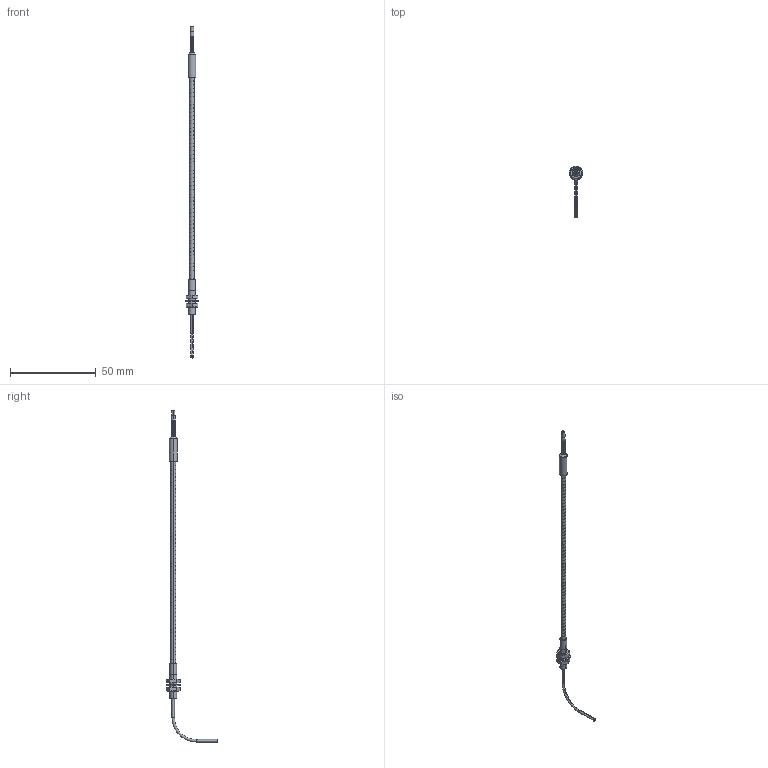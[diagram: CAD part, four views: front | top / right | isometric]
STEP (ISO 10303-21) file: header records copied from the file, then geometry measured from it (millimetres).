
FILE_DESCRIPTION((''),'2;1');
FILE_NAME('192789_ASM','2016-02-09T',('pdmadmin'),(''),'PRO/ENGINEER BY PARAMETRIC TECHNOLOGY CORPORATION, 2013230','PRO/ENGINEER BY PARAMETRIC TECHNOLOGY CORPORATION, 2013230','');
FILE_SCHEMA(('CONFIG_CONTROL_DESIGN'));
Length unit declared in the file: inch
Products named in the file (11): 112904_AF0; 58193_AF0; 110533_AF0; 110532_AF0; 15565_AF0; 40845_AF0; 111401_AF0; 111401_AF1; FIBER_CORE_1MM_AF0; 70889_ASM; 192789_ASM
Assembly tree (10 placements, depth 3):
  192789_ASM
    70889_ASM
      112904_AF0
      58193_AF0
      110533_AF0
      110532_AF0
      15565_AF0
      40845_AF0
      111401_AF0
      111401_AF1
      FIBER_CORE_1MM_AF0
Bounding box: 8 x 29.97 x 193.87 mm (x, y, z)
Volume: 970.5 mm3; surface area: 6124.7 mm2
Topology: 10 solids, 14 shells, 599 faces, 1252 edges, 674 vertices
Faces by surface type: torus 204, cone 142, cylinder 134, bspline 66, plane 53
Entity records: 28303 total; most frequent: CARTESIAN_POINT 15168, DIRECTION 3066, ORIENTED_EDGE 2488, AXIS2_PLACEMENT_3D 1323, EDGE_CURVE 1252, CIRCLE 752, VERTEX_POINT 674, EDGE_LOOP 614
